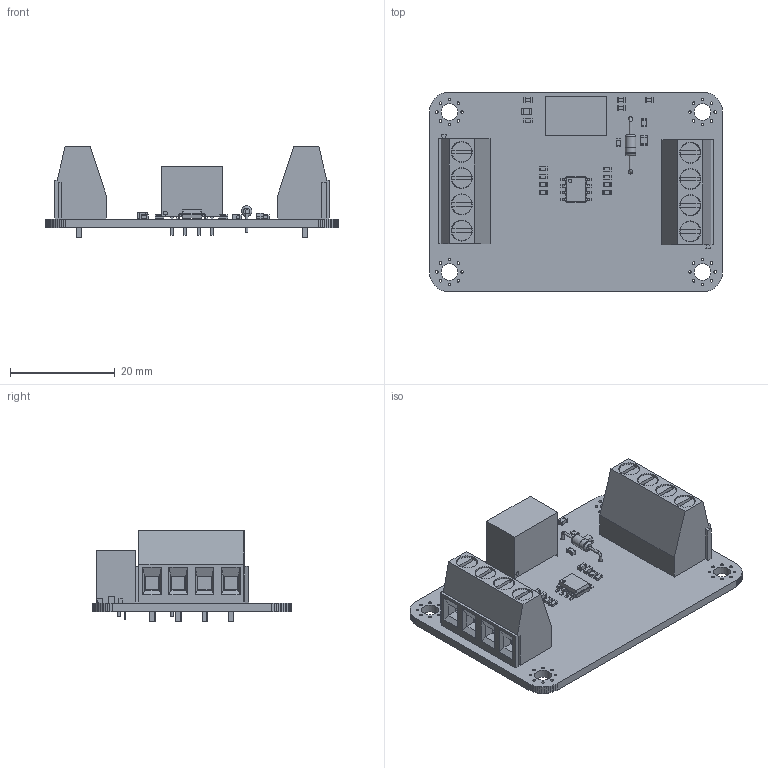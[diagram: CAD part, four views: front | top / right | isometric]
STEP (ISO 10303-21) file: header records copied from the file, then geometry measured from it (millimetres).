
FILE_DESCRIPTION(('KiCad electronic assembly'),'2;1');
FILE_NAME('Isolated-Serial-PCB.step','2025-08-08T09:31:50',('Pcbnew'),( 'Kicad'),'Open CASCADE STEP processor 7.6','KiCad to STEP converter' ,'Unknown');
FILE_SCHEMA(('AUTOMOTIVE_DESIGN { 1 0 10303 214 1 1 1 1 }'));
Length unit declared in the file: millimetre
Products named in the file (20): Isolated-Serial-PCB 1; R_0603_1608Metric; SOLID; IL0505S; COMPOUND; C_0603_1608Metric; TerminalBlock_Phoenix_MKDS-1,5-4_1x04_P5.00mm_Horizontal; L_0603_1608Metric; D_DO-35_SOD27_P10.16mm_Horizontal; SOIC-8_3.9x4.9mm_P1.27mm; LED_0805_2012Metric; C_0805_2012Metric; PCB
Assembly tree (32 placements, depth 3):
  Isolated-Serial-PCB 1
    R_0603_1608Metric  x5
      SOLID
    IL0505S
      COMPOUND
    C_0603_1608Metric  x6
      SOLID
    TerminalBlock_Phoenix_MKDS-1,5-4_1x04_P5.00mm_Horizontal  x2
      SOLID
    L_0603_1608Metric  x4
      SOLID
    D_DO-35_SOD27_P10.16mm_Horizontal
      SOLID
    SOIC-8_3.9x4.9mm_P1.27mm
      SOLID
    LED_0805_2012Metric
      SOLID
    C_0805_2012Metric
      SOLID
    PCB
Bounding box: 55.88 x 38.1 x 17.3 mm (x, y, z)
Volume: 8173.2 mm3; surface area: 10338.5 mm2
Topology: 27 solids, 27 shells, 1136 faces, 2925 edges, 1888 vertices
Faces by surface type: plane 780, cylinder 288, bspline 64, torus 4
Full cylindrical faces by diameter (mm): 0.5 x36, 0.6 x1, 0.77 x4, 0.8 x2, 1.3 x8, 2 x2, 2.02 x1, 3.2 x4, 3.8 x8, 4 x8
Entity records: 46309 total; most frequent: CARTESIAN_POINT 8464, DIRECTION 6293, LINE 4118, VECTOR 4118, ORIENTED_EDGE 3344, PCURVE 3344, DEFINITIONAL_REPRESENTATION 3344, EDGE_CURVE 1672
